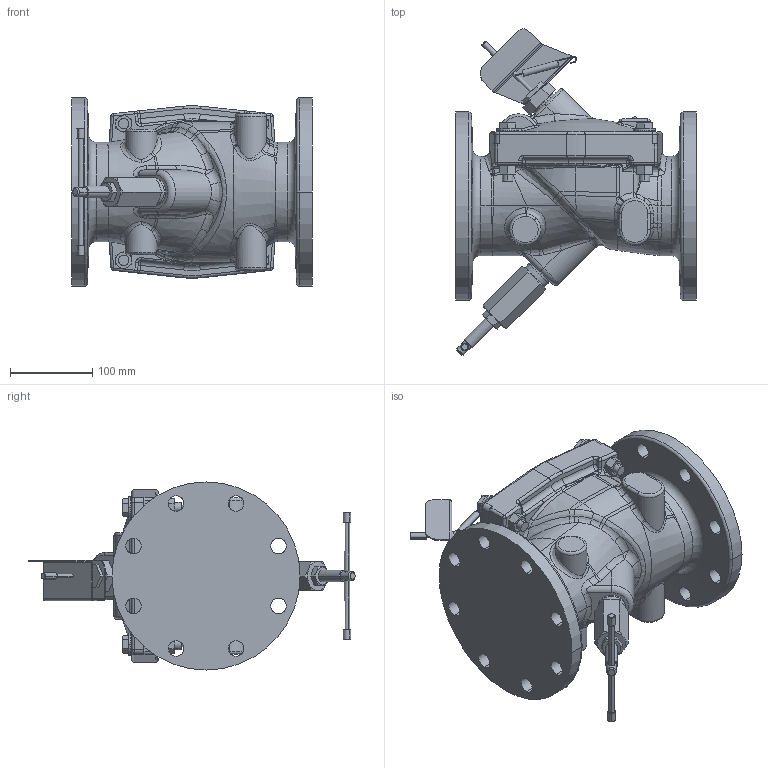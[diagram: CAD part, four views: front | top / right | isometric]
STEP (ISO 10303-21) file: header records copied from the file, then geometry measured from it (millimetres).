
FILE_DESCRIPTION((''),'2;1');
FILE_NAME('504ABFMI_SW0001','2020-07-27T08:53:01',('tomb'),(''),'CREO PARAMETRIC BY PTC INC, 2020053','CREO PARAMETRIC BY PTC INC, 2020053','');
FILE_SCHEMA(('CONFIG_CONTROL_DESIGN'));
Products named in the file (1): 504ABFMI_SW0001
Bounding box: 292.1 x 396.37 x 228.6 mm (x, y, z)
Volume: 7230753.8 mm3; surface area: 424889 mm2
Topology: 2 solids, 2 shells, 991 faces, 2354 edges, 1397 vertices
Faces by surface type: bspline 353, cylinder 226, plane 205, cone 100, torus 78, sphere 25, revolution 4
Entity records: 61334 total; most frequent: CARTESIAN_POINT 41108, ORIENTED_EDGE 4700, DIRECTION 3528, EDGE_CURVE 2350, AXIS2_PLACEMENT_3D 1496, VERTEX_POINT 1397, EDGE_LOOP 1073, FACE_OUTER_BOUND 991
